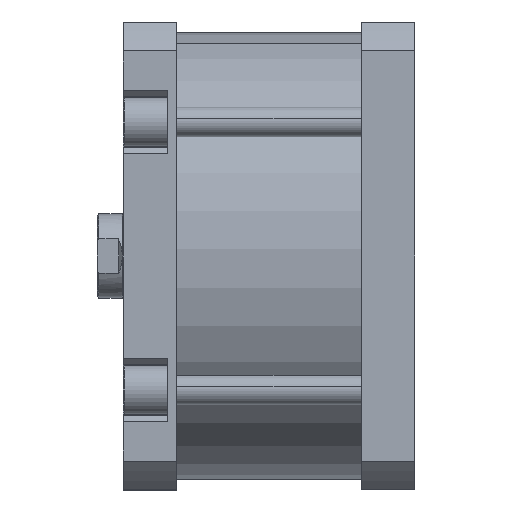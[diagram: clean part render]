
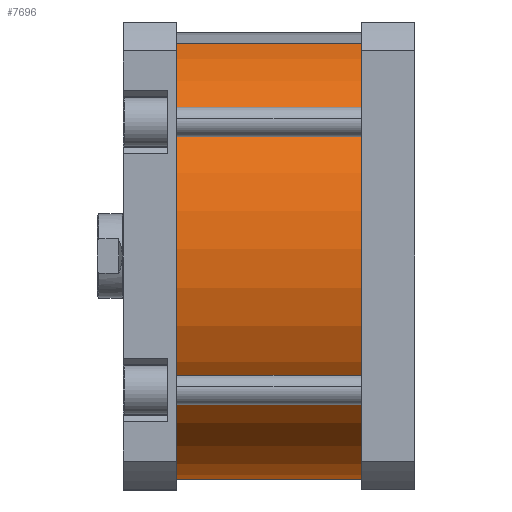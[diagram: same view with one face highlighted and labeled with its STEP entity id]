
A CAD part, front view. The second image highlights one B-rep face of the part: STEP entity #7696.
In plain terms, the highlighted cylindrical face has radius 105 mm (diameter 210 mm), a partial arc.
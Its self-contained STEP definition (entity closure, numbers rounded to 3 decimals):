
#446 = AXIS2_PLACEMENT_3D ( 'NONE', #5470, #5484, #5485 ) ;
#529 = AXIS2_PLACEMENT_3D ( 'NONE', #5989, #6005, #6006 ) ;
#780 = AXIS2_PLACEMENT_3D ( 'NONE', #6980, #6971, #6972 ) ;
#1143 = FACE_OUTER_BOUND ( 'NONE', #3891, .T. ) ;
#1144 = CYLINDRICAL_SURFACE ( 'NONE', #780, 105. ) ;
#1775 = CIRCLE ( 'NONE', #446, 105. ) ;
#1810 = LINE ( 'NONE', #5531, #1812 ) ;
#1812 = VECTOR ( 'NONE', #5548, 1000. ) ;
#2095 = LINE ( 'NONE', #5966, #2096 ) ;
#2096 = VECTOR ( 'NONE', #5967, 1000. ) ;
#2123 = CIRCLE ( 'NONE', #529, 105. ) ;
#2502 = VERTEX_POINT ( 'NONE', #5074 ) ;
#3090 = VERTEX_POINT ( 'NONE', #5374 ) ;
#3109 = VERTEX_POINT ( 'NONE', #5393 ) ;
#3125 = VERTEX_POINT ( 'NONE', #5409 ) ;
#3480 = ORIENTED_EDGE ( 'NONE', *, *, #4591, .F. ) ;
#3487 = ORIENTED_EDGE ( 'NONE', *, *, #4767, .T. ) ;
#3498 = ORIENTED_EDGE ( 'NONE', *, *, #4566, .F. ) ;
#3514 = ORIENTED_EDGE ( 'NONE', *, *, #4783, .T. ) ;
#3891 = EDGE_LOOP ( 'NONE', ( #3480, #3498, #3487, #3514 ) ) ;
#4566 = EDGE_CURVE ( 'NONE', #2502, #3090, #1775, .T. ) ;
#4591 = EDGE_CURVE ( 'NONE', #3090, #3109, #1810, .T. ) ;
#4767 = EDGE_CURVE ( 'NONE', #2502, #3125, #2095, .T. ) ;
#4783 = EDGE_CURVE ( 'NONE', #3125, #3109, #2123, .T. ) ;
#5074 = CARTESIAN_POINT ( 'NONE',  ( -105., 0., 87. ) ) ;
#5374 = CARTESIAN_POINT ( 'NONE',  ( 105., 0., 87. ) ) ;
#5393 = CARTESIAN_POINT ( 'NONE',  ( 105., 0., 0. ) ) ;
#5409 = CARTESIAN_POINT ( 'NONE',  ( -105., 0., 0. ) ) ;
#5470 = CARTESIAN_POINT ( 'NONE',  ( 0., 0., 87. ) ) ;
#5484 = DIRECTION ( 'NONE',  ( 0., 0., 1. ) ) ;
#5485 = DIRECTION ( 'NONE',  ( 1., 0., 0. ) ) ;
#5531 = CARTESIAN_POINT ( 'NONE',  ( 105., 0., 87. ) ) ;
#5548 = DIRECTION ( 'NONE',  ( 0., 0., -1. ) ) ;
#5966 = CARTESIAN_POINT ( 'NONE',  ( -105., 0., 87. ) ) ;
#5967 = DIRECTION ( 'NONE',  ( 0., 0., -1. ) ) ;
#5989 = CARTESIAN_POINT ( 'NONE',  ( 0., 0., 0. ) ) ;
#6005 = DIRECTION ( 'NONE',  ( 0., 0., 1. ) ) ;
#6006 = DIRECTION ( 'NONE',  ( 1., 0., 0. ) ) ;
#6971 = DIRECTION ( 'NONE',  ( 0., 0., -1. ) ) ;
#6972 = DIRECTION ( 'NONE',  ( -1., 0., 0. ) ) ;
#6980 = CARTESIAN_POINT ( 'NONE',  ( 0., 0., 87. ) ) ;
#7696 = ADVANCED_FACE ( 'NONE', ( #1143 ), #1144, .T. ) ;
